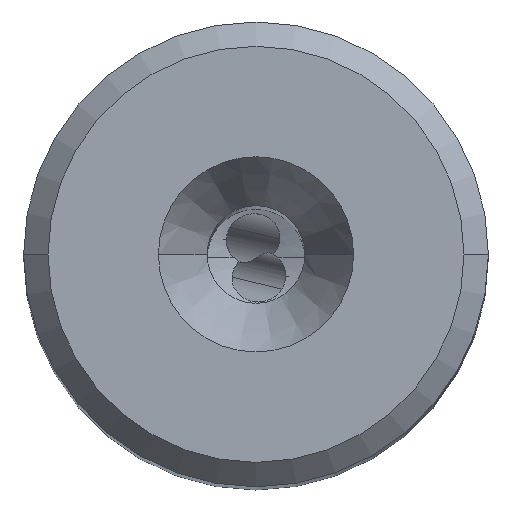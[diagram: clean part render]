
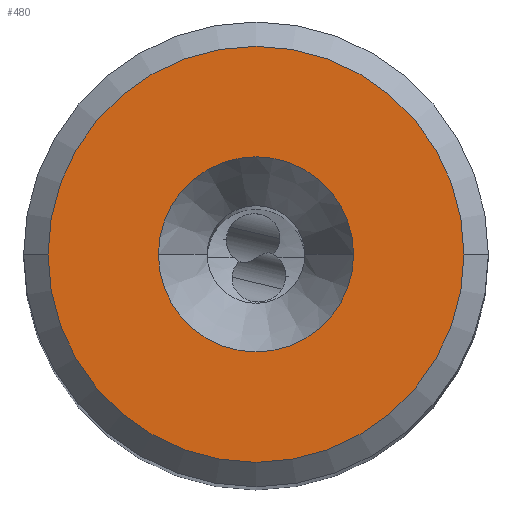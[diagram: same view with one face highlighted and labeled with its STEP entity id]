
A CAD part, top view. The second image highlights one B-rep face of the part: STEP entity #480.
In plain terms, the highlighted planar face has unit normal (0, 0, 1).
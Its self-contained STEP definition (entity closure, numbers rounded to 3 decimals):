
#480=ADVANCED_FACE('',(#615,#616),#594,.T.);
#594=PLANE('',#3991);
#615=FACE_BOUND('',#741,.T.);
#616=FACE_BOUND('',#742,.T.);
#741=EDGE_LOOP('',(#2021,#2022));
#742=EDGE_LOOP('',(#2023,#2024));
#1236=CIRCLE('',#3983,8.525);
#1237=CIRCLE('',#3985,8.525);
#1239=CIRCLE('',#3989,4.);
#1240=CIRCLE('',#3990,4.);
#2021=ORIENTED_EDGE('',*,*,#3166,.F.);
#2022=ORIENTED_EDGE('',*,*,#3168,.F.);
#2023=ORIENTED_EDGE('',*,*,#3170,.F.);
#2024=ORIENTED_EDGE('',*,*,#3171,.F.);
#2683=VERTEX_POINT('',#8273);
#2684=VERTEX_POINT('',#8275);
#2685=VERTEX_POINT('',#8283);
#2686=VERTEX_POINT('',#8284);
#3166=EDGE_CURVE('',#2683,#2684,#1236,.T.);
#3168=EDGE_CURVE('',#2684,#2683,#1237,.T.);
#3170=EDGE_CURVE('',#2685,#2686,#1239,.T.);
#3171=EDGE_CURVE('',#2686,#2685,#1240,.T.);
#3983=AXIS2_PLACEMENT_3D('',#8274,#4721,#4722);
#3985=AXIS2_PLACEMENT_3D('',#8278,#4726,#4727);
#3989=AXIS2_PLACEMENT_3D('',#8282,#4734,#4735);
#3990=AXIS2_PLACEMENT_3D('',#8285,#4736,#4737);
#3991=AXIS2_PLACEMENT_3D('',#8286,#4738,#4739);
#4721=DIRECTION('',(0.,0.,-1.));
#4722=DIRECTION('',(-1.,0.,0.));
#4726=DIRECTION('',(0.,0.,-1.));
#4727=DIRECTION('',(1.,0.,0.));
#4734=DIRECTION('',(0.,0.,1.));
#4735=DIRECTION('',(-1.,0.,0.));
#4736=DIRECTION('',(0.,0.,1.));
#4737=DIRECTION('',(1.,0.,0.));
#4738=DIRECTION('',(0.,0.,1.));
#4739=DIRECTION('',(1.,0.,0.));
#8273=CARTESIAN_POINT('',(-8.525,0.,0.));
#8274=CARTESIAN_POINT('',(0.,0.,0.));
#8275=CARTESIAN_POINT('',(8.525,0.,0.));
#8278=CARTESIAN_POINT('',(0.,0.,0.));
#8282=CARTESIAN_POINT('',(0.,0.,0.));
#8283=CARTESIAN_POINT('',(-4.,0.,0.));
#8284=CARTESIAN_POINT('',(4.,0.,0.));
#8285=CARTESIAN_POINT('',(0.,0.,0.));
#8286=CARTESIAN_POINT('',(0.,0.,0.));
